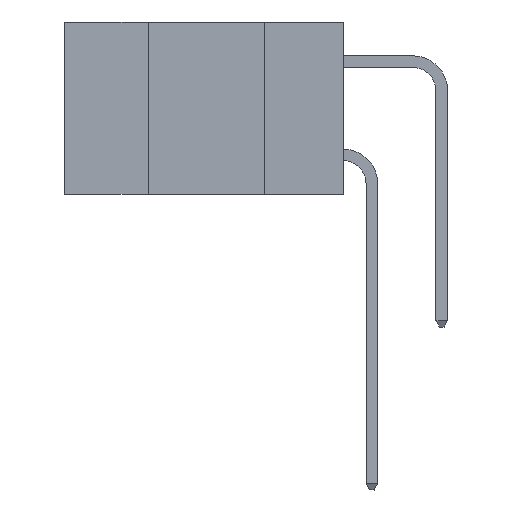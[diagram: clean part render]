
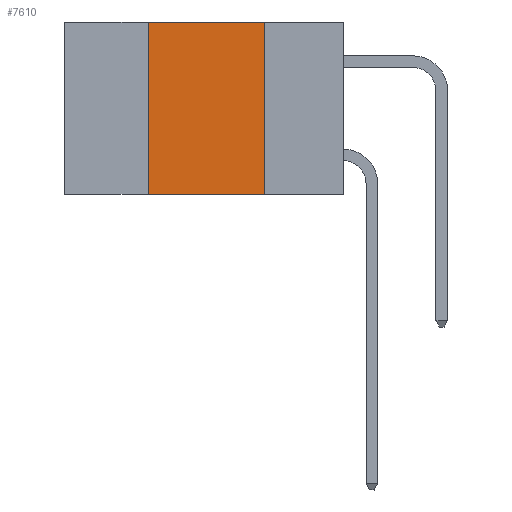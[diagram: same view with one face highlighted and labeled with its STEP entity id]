
A CAD part, left-side view. The second image highlights one B-rep face of the part: STEP entity #7610.
In plain terms, the highlighted planar face has unit normal (-1, 0, 0).
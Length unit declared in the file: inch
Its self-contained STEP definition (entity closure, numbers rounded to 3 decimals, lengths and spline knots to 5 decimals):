
#283 = DIRECTION ( 'NONE',  ( 0., 0., -1. ) ) ;
#381 = EDGE_LOOP ( 'NONE', ( #9664, #15505, #17154, #7586 ) ) ;
#809 = VERTEX_POINT ( 'NONE', #12491 ) ;
#1075 = DIRECTION ( 'NONE',  ( 0., -1., 0. ) ) ;
#1300 = EDGE_CURVE ( 'NONE', #13363, #809, #5743, .T. ) ;
#1430 = CARTESIAN_POINT ( 'NONE',  ( 0., 0.42, 0. ) ) ;
#1501 = DIRECTION ( 'NONE',  ( 0., 0., 1. ) ) ;
#1624 = CARTESIAN_POINT ( 'NONE',  ( 0., 0.17, 0. ) ) ;
#2376 = EDGE_CURVE ( 'NONE', #809, #9895, #9537, .T. ) ;
#3121 = VECTOR ( 'NONE', #283, 39.37008 ) ;
#3533 = DIRECTION ( 'NONE',  ( 0., -1., 0. ) ) ;
#4253 = PLANE ( 'NONE',  #10978 ) ;
#4317 = CARTESIAN_POINT ( 'NONE',  ( 0., 0.6, 0. ) ) ;
#5225 = LINE ( 'NONE', #1430, #9745 ) ;
#5743 = LINE ( 'NONE', #8966, #12136 ) ;
#5942 = VECTOR ( 'NONE', #1075, 39.37008 ) ;
#7160 = DIRECTION ( 'NONE',  ( 1., 0., 0. ) ) ;
#7426 = CARTESIAN_POINT ( 'NONE',  ( 0., 0.17, -0.37 ) ) ;
#7586 = ORIENTED_EDGE ( 'NONE', *, *, #8832, .T. ) ;
#7610 = ADVANCED_FACE ( 'NONE', ( #11311 ), #4253, .F. ) ;
#8832 = EDGE_CURVE ( 'NONE', #13303, #9895, #9987, .T. ) ;
#8966 = CARTESIAN_POINT ( 'NONE',  ( 0., 0.6, 0. ) ) ;
#9289 = CARTESIAN_POINT ( 'NONE',  ( 0., 0.6, -0.37 ) ) ;
#9526 = EDGE_CURVE ( 'NONE', #13303, #13363, #5225, .T. ) ;
#9537 = LINE ( 'NONE', #1624, #3121 ) ;
#9664 = ORIENTED_EDGE ( 'NONE', *, *, #2376, .F. ) ;
#9745 = VECTOR ( 'NONE', #1501, 39.37008 ) ;
#9895 = VERTEX_POINT ( 'NONE', #7426 ) ;
#9987 = LINE ( 'NONE', #9289, #5942 ) ;
#10978 = AXIS2_PLACEMENT_3D ( 'NONE', #4317, #7160, #15135 ) ;
#11311 = FACE_OUTER_BOUND ( 'NONE', #381, .T. ) ;
#12136 = VECTOR ( 'NONE', #3533, 39.37008 ) ;
#12491 = CARTESIAN_POINT ( 'NONE',  ( 0., 0.17, 0. ) ) ;
#13303 = VERTEX_POINT ( 'NONE', #14526 ) ;
#13363 = VERTEX_POINT ( 'NONE', #16195 ) ;
#14526 = CARTESIAN_POINT ( 'NONE',  ( 0., 0.42, -0.37 ) ) ;
#15135 = DIRECTION ( 'NONE',  ( 0., 0., -1. ) ) ;
#15505 = ORIENTED_EDGE ( 'NONE', *, *, #1300, .F. ) ;
#16195 = CARTESIAN_POINT ( 'NONE',  ( 0., 0.42, 0. ) ) ;
#17154 = ORIENTED_EDGE ( 'NONE', *, *, #9526, .F. ) ;
